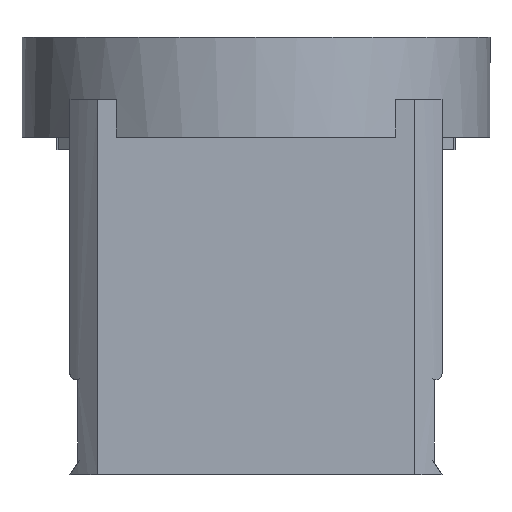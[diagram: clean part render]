
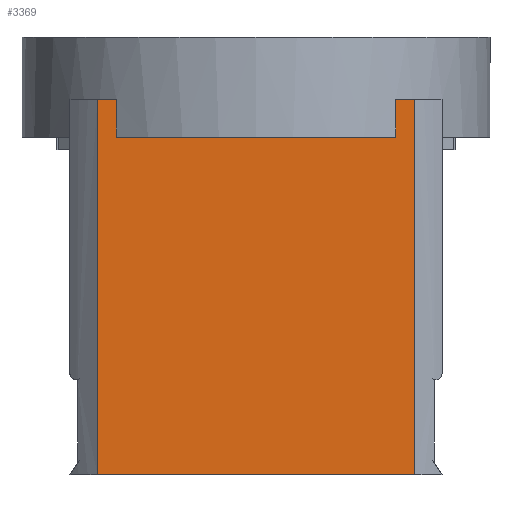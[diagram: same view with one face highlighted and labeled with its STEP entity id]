
A CAD part, front view. The second image highlights one B-rep face of the part: STEP entity #3369.
In plain terms, the highlighted planar face has unit normal (0, -1, 0).
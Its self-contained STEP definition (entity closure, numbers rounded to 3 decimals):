
#12 = ORIENTED_EDGE ( 'NONE', *, *, #4480, .T. ) ;
#46 = LINE ( 'NONE', #4411, #1350 ) ;
#51 = VERTEX_POINT ( 'NONE', #3170 ) ;
#112 = VERTEX_POINT ( 'NONE', #1486 ) ;
#128 = ORIENTED_EDGE ( 'NONE', *, *, #1648, .F. ) ;
#191 = CARTESIAN_POINT ( 'NONE',  ( 0., 22.771, 0. ) ) ;
#288 = VERTEX_POINT ( 'NONE', #1500 ) ;
#297 = DIRECTION ( 'NONE',  ( -1., 0., 0. ) ) ;
#341 = ORIENTED_EDGE ( 'NONE', *, *, #2335, .T. ) ;
#446 = EDGE_CURVE ( 'NONE', #2588, #646, #46, .T. ) ;
#448 = ORIENTED_EDGE ( 'NONE', *, *, #2471, .T. ) ;
#467 = LINE ( 'NONE', #3002, #3782 ) ;
#494 = CARTESIAN_POINT ( 'NONE',  ( 17.303, 22.771, 80.077 ) ) ;
#496 = LINE ( 'NONE', #3374, #1856 ) ;
#531 = DIRECTION ( 'NONE',  ( 0., 0., 1. ) ) ;
#586 = VECTOR ( 'NONE', #3285, 1000. ) ;
#646 = VERTEX_POINT ( 'NONE', #1577 ) ;
#657 = CARTESIAN_POINT ( 'NONE',  ( 42.638, 22.771, 80.077 ) ) ;
#661 = ORIENTED_EDGE ( 'NONE', *, *, #2256, .F. ) ;
#664 = EDGE_CURVE ( 'NONE', #3961, #288, #467, .T. ) ;
#889 = LINE ( 'NONE', #1496, #3941 ) ;
#897 = AXIS2_PLACEMENT_3D ( 'NONE', #191, #3687, #1285 ) ;
#930 = DIRECTION ( 'NONE',  ( 0., 0., 1. ) ) ;
#1095 = EDGE_LOOP ( 'NONE', ( #661, #2903, #2534, #448, #128, #12, #2232, #341 ) ) ;
#1117 = LINE ( 'NONE', #494, #4116 ) ;
#1204 = VERTEX_POINT ( 'NONE', #3152 ) ;
#1285 = DIRECTION ( 'NONE',  ( 0., 0., -1. ) ) ;
#1303 = VERTEX_POINT ( 'NONE', #3661 ) ;
#1350 = VECTOR ( 'NONE', #531, 1000. ) ;
#1486 = CARTESIAN_POINT ( 'NONE',  ( 17.303, 22.771, 110.077 ) ) ;
#1496 = CARTESIAN_POINT ( 'NONE',  ( 44.84, 22.771, 110.077 ) ) ;
#1500 = CARTESIAN_POINT ( 'NONE',  ( 42.638, 22.771, 110.077 ) ) ;
#1540 = CARTESIAN_POINT ( 'NONE',  ( 41.137, 22.771, 107.077 ) ) ;
#1577 = CARTESIAN_POINT ( 'NONE',  ( 18.804, 22.771, 110.077 ) ) ;
#1648 = EDGE_CURVE ( 'NONE', #1204, #1303, #3840, .T. ) ;
#1856 = VECTOR ( 'NONE', #297, 1000. ) ;
#1908 = PLANE ( 'NONE',  #897 ) ;
#1913 = VECTOR ( 'NONE', #1976, 1000. ) ;
#1976 = DIRECTION ( 'NONE',  ( 1., 0., 0. ) ) ;
#2129 = CARTESIAN_POINT ( 'NONE',  ( 18.804, 22.771, 107.077 ) ) ;
#2232 = ORIENTED_EDGE ( 'NONE', *, *, #446, .T. ) ;
#2256 = EDGE_CURVE ( 'NONE', #51, #112, #1117, .T. ) ;
#2335 = EDGE_CURVE ( 'NONE', #646, #112, #889, .T. ) ;
#2454 = EDGE_CURVE ( 'NONE', #51, #3961, #2711, .T. ) ;
#2471 = EDGE_CURVE ( 'NONE', #288, #1303, #496, .T. ) ;
#2534 = ORIENTED_EDGE ( 'NONE', *, *, #664, .T. ) ;
#2566 = DIRECTION ( 'NONE',  ( -1., 0., 0. ) ) ;
#2588 = VERTEX_POINT ( 'NONE', #2129 ) ;
#2711 = LINE ( 'NONE', #4049, #1913 ) ;
#2903 = ORIENTED_EDGE ( 'NONE', *, *, #2454, .T. ) ;
#2934 = CARTESIAN_POINT ( 'NONE',  ( 41.137, 22.771, 107.077 ) ) ;
#3002 = CARTESIAN_POINT ( 'NONE',  ( 42.638, 22.771, 80.077 ) ) ;
#3152 = CARTESIAN_POINT ( 'NONE',  ( 41.137, 22.771, 107.077 ) ) ;
#3170 = CARTESIAN_POINT ( 'NONE',  ( 17.303, 22.771, 80.077 ) ) ;
#3285 = DIRECTION ( 'NONE',  ( 0., 0., 1. ) ) ;
#3369 = ADVANCED_FACE ( 'NONE', ( #4167 ), #1908, .T. ) ;
#3374 = CARTESIAN_POINT ( 'NONE',  ( 44.84, 22.771, 110.077 ) ) ;
#3483 = LINE ( 'NONE', #1540, #3936 ) ;
#3631 = DIRECTION ( 'NONE',  ( 0., 0., 1. ) ) ;
#3638 = DIRECTION ( 'NONE',  ( -1., 0., 0. ) ) ;
#3661 = CARTESIAN_POINT ( 'NONE',  ( 41.137, 22.771, 110.077 ) ) ;
#3687 = DIRECTION ( 'NONE',  ( 0., -1., 0. ) ) ;
#3782 = VECTOR ( 'NONE', #930, 1000. ) ;
#3840 = LINE ( 'NONE', #2934, #586 ) ;
#3936 = VECTOR ( 'NONE', #3638, 1000. ) ;
#3941 = VECTOR ( 'NONE', #2566, 1000. ) ;
#3961 = VERTEX_POINT ( 'NONE', #657 ) ;
#4049 = CARTESIAN_POINT ( 'NONE',  ( 44.84, 22.771, 80.077 ) ) ;
#4116 = VECTOR ( 'NONE', #3631, 1000. ) ;
#4167 = FACE_OUTER_BOUND ( 'NONE', #1095, .T. ) ;
#4411 = CARTESIAN_POINT ( 'NONE',  ( 18.804, 22.771, 107.077 ) ) ;
#4480 = EDGE_CURVE ( 'NONE', #1204, #2588, #3483, .T. ) ;
